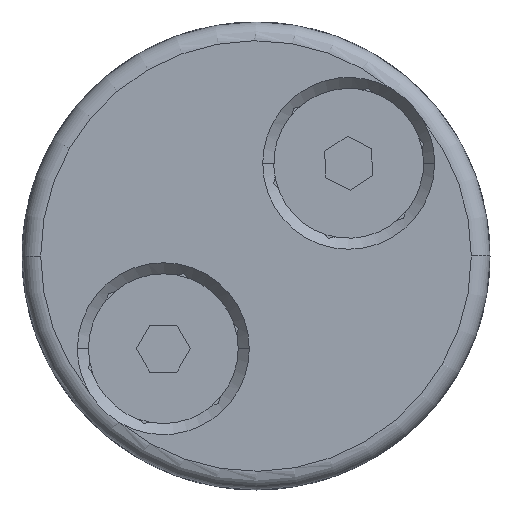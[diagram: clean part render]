
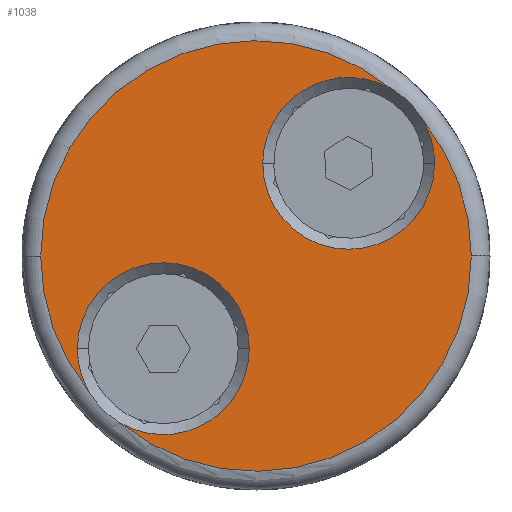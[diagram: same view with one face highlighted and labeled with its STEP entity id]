
A CAD part, front view. The second image highlights one B-rep face of the part: STEP entity #1038.
In plain terms, the highlighted face is planar.
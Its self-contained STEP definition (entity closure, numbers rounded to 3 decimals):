
#56 = VERTEX_POINT ( 'NONE', #1583 ) ;
#76 = EDGE_CURVE ( 'NONE', #2573, #862, #2319, .T. ) ;
#146 = DIRECTION ( 'NONE',  ( 0., 0., 1. ) ) ;
#150 = CIRCLE ( 'NONE', #731, 11.5 ) ;
#184 = CARTESIAN_POINT ( 'NONE',  ( 4.95, 7.5, 0.36 ) ) ;
#199 = AXIS2_PLACEMENT_3D ( 'NONE', #903, #952, #1729 ) ;
#347 = ORIENTED_EDGE ( 'NONE', *, *, #2439, .F. ) ;
#442 = CARTESIAN_POINT ( 'NONE',  ( 0., 7.5, 0. ) ) ;
#452 = AXIS2_PLACEMENT_3D ( 'NONE', #643, #674, #1896 ) ;
#498 = EDGE_CURVE ( 'NONE', #56, #749, #686, .T. ) ;
#505 = DIRECTION ( 'NONE',  ( 0., 1., 0. ) ) ;
#543 = VERTEX_POINT ( 'NONE', #1634 ) ;
#544 = VERTEX_POINT ( 'NONE', #1451 ) ;
#554 = CARTESIAN_POINT ( 'NONE',  ( -4.95, 7.5, -4.95 ) ) ;
#574 = CARTESIAN_POINT ( 'NONE',  ( 4.95, 7.5, 9.54 ) ) ;
#643 = CARTESIAN_POINT ( 'NONE',  ( 0., 7.5, 0. ) ) ;
#644 = CIRCLE ( 'NONE', #1704, 4.59 ) ;
#674 = DIRECTION ( 'NONE',  ( 0., 1., 0. ) ) ;
#680 = CARTESIAN_POINT ( 'NONE',  ( 0., 7.5, 0. ) ) ;
#686 = CIRCLE ( 'NONE', #199, 4.59 ) ;
#696 = CARTESIAN_POINT ( 'NONE',  ( 8.909, 7.5, 7.272 ) ) ;
#731 = AXIS2_PLACEMENT_3D ( 'NONE', #2630, #505, #2211 ) ;
#749 = VERTEX_POINT ( 'NONE', #2298 ) ;
#801 = EDGE_CURVE ( 'NONE', #1081, #56, #2386, .T. ) ;
#862 = VERTEX_POINT ( 'NONE', #2323 ) ;
#903 = CARTESIAN_POINT ( 'NONE',  ( -4.95, 7.5, -4.95 ) ) ;
#925 = DIRECTION ( 'NONE',  ( 0., 1., 0. ) ) ;
#948 = DIRECTION ( 'NONE',  ( 0., 0., 1. ) ) ;
#952 = DIRECTION ( 'NONE',  ( 0., 1., 0. ) ) ;
#964 = ORIENTED_EDGE ( 'NONE', *, *, #1942, .T. ) ;
#1022 = DIRECTION ( 'NONE',  ( 0., 1., 0. ) ) ;
#1038 = ADVANCED_FACE ( 'NONE', ( #2526 ), #1480, .T. ) ;
#1081 = VERTEX_POINT ( 'NONE', #2240 ) ;
#1085 = AXIS2_PLACEMENT_3D ( 'NONE', #1939, #2170, #1727 ) ;
#1153 = EDGE_CURVE ( 'NONE', #1860, #544, #150, .T. ) ;
#1180 = DIRECTION ( 'NONE',  ( 0., 0., 1. ) ) ;
#1240 = CARTESIAN_POINT ( 'NONE',  ( -7.272, 7.5, -8.909 ) ) ;
#1243 = VERTEX_POINT ( 'NONE', #184 ) ;
#1445 = EDGE_CURVE ( 'NONE', #1860, #1243, #644, .T. ) ;
#1451 = CARTESIAN_POINT ( 'NONE',  ( 0., 7.5, -11.5 ) ) ;
#1478 = EDGE_CURVE ( 'NONE', #749, #2420, #1876, .T. ) ;
#1480 = PLANE ( 'NONE',  #2275 ) ;
#1504 = AXIS2_PLACEMENT_3D ( 'NONE', #554, #1022, #1180 ) ;
#1521 = CIRCLE ( 'NONE', #2243, 11.5 ) ;
#1534 = ORIENTED_EDGE ( 'NONE', *, *, #76, .F. ) ;
#1567 = ORIENTED_EDGE ( 'NONE', *, *, #498, .F. ) ;
#1577 = CARTESIAN_POINT ( 'NONE',  ( 4.95, 7.5, 4.95 ) ) ;
#1583 = CARTESIAN_POINT ( 'NONE',  ( -4.95, 7.5, -0.36 ) ) ;
#1597 = DIRECTION ( 'NONE',  ( 0., 1., 0. ) ) ;
#1609 = DIRECTION ( 'NONE',  ( 0., 0., 1. ) ) ;
#1624 = CARTESIAN_POINT ( 'NONE',  ( 0., 7.5, 0. ) ) ;
#1634 = CARTESIAN_POINT ( 'NONE',  ( 0., 7.5, 11.5 ) ) ;
#1658 = DIRECTION ( 'NONE',  ( 0., 1., 0. ) ) ;
#1704 = AXIS2_PLACEMENT_3D ( 'NONE', #1577, #925, #948 ) ;
#1727 = DIRECTION ( 'NONE',  ( 0., 0., 1. ) ) ;
#1729 = DIRECTION ( 'NONE',  ( 0., 0., 1. ) ) ;
#1743 = AXIS2_PLACEMENT_3D ( 'NONE', #2674, #1658, #2099 ) ;
#1759 = DIRECTION ( 'NONE',  ( 0., 0., 1. ) ) ;
#1788 = CARTESIAN_POINT ( 'NONE',  ( 4.95, 7.5, 4.95 ) ) ;
#1821 = ORIENTED_EDGE ( 'NONE', *, *, #801, .F. ) ;
#1834 = EDGE_CURVE ( 'NONE', #544, #2420, #1521, .T. ) ;
#1860 = VERTEX_POINT ( 'NONE', #696 ) ;
#1868 = AXIS2_PLACEMENT_3D ( 'NONE', #1624, #2282, #146 ) ;
#1872 = CIRCLE ( 'NONE', #1085, 4.59 ) ;
#1876 = CIRCLE ( 'NONE', #1743, 4.59 ) ;
#1896 = DIRECTION ( 'NONE',  ( 0., 0., 1. ) ) ;
#1939 = CARTESIAN_POINT ( 'NONE',  ( 4.95, 7.5, 4.95 ) ) ;
#1942 = EDGE_CURVE ( 'NONE', #543, #862, #2361, .T. ) ;
#2096 = ORIENTED_EDGE ( 'NONE', *, *, #2469, .T. ) ;
#2099 = DIRECTION ( 'NONE',  ( 0., 0., 1. ) ) ;
#2132 = ORIENTED_EDGE ( 'NONE', *, *, #1478, .F. ) ;
#2141 = DIRECTION ( 'NONE',  ( 0., 1., 0. ) ) ;
#2170 = DIRECTION ( 'NONE',  ( 0., 1., 0. ) ) ;
#2190 = AXIS2_PLACEMENT_3D ( 'NONE', #1788, #1597, #2407 ) ;
#2211 = DIRECTION ( 'NONE',  ( 0., 0., 1. ) ) ;
#2240 = CARTESIAN_POINT ( 'NONE',  ( -8.909, 7.5, -7.272 ) ) ;
#2243 = AXIS2_PLACEMENT_3D ( 'NONE', #680, #2598, #1759 ) ;
#2275 = AXIS2_PLACEMENT_3D ( 'NONE', #442, #2141, #1609 ) ;
#2282 = DIRECTION ( 'NONE',  ( 0., 1., 0. ) ) ;
#2298 = CARTESIAN_POINT ( 'NONE',  ( -4.95, 7.5, -9.54 ) ) ;
#2319 = CIRCLE ( 'NONE', #2190, 4.59 ) ;
#2323 = CARTESIAN_POINT ( 'NONE',  ( 7.272, 7.5, 8.909 ) ) ;
#2361 = CIRCLE ( 'NONE', #1868, 11.5 ) ;
#2386 = CIRCLE ( 'NONE', #1504, 4.59 ) ;
#2401 = EDGE_LOOP ( 'NONE', ( #1821, #2096, #964, #1534, #347, #2503, #2641, #2544, #2132, #1567 ) ) ;
#2407 = DIRECTION ( 'NONE',  ( 0., 0., 1. ) ) ;
#2420 = VERTEX_POINT ( 'NONE', #1240 ) ;
#2439 = EDGE_CURVE ( 'NONE', #1243, #2573, #1872, .T. ) ;
#2469 = EDGE_CURVE ( 'NONE', #1081, #543, #2492, .T. ) ;
#2492 = CIRCLE ( 'NONE', #452, 11.5 ) ;
#2503 = ORIENTED_EDGE ( 'NONE', *, *, #1445, .F. ) ;
#2526 = FACE_OUTER_BOUND ( 'NONE', #2401, .T. ) ;
#2544 = ORIENTED_EDGE ( 'NONE', *, *, #1834, .T. ) ;
#2573 = VERTEX_POINT ( 'NONE', #574 ) ;
#2598 = DIRECTION ( 'NONE',  ( 0., 1., 0. ) ) ;
#2630 = CARTESIAN_POINT ( 'NONE',  ( 0., 7.5, 0. ) ) ;
#2641 = ORIENTED_EDGE ( 'NONE', *, *, #1153, .T. ) ;
#2674 = CARTESIAN_POINT ( 'NONE',  ( -4.95, 7.5, -4.95 ) ) ;
